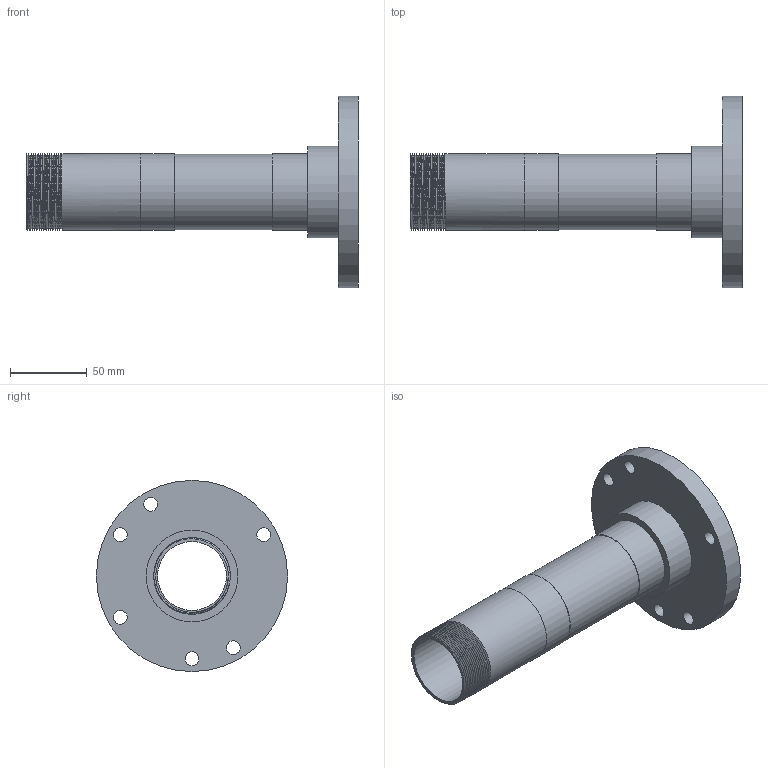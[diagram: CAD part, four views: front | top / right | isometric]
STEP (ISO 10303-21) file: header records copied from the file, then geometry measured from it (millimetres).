
FILE_DESCRIPTION(('FreeCAD Model'),'2;1');
FILE_NAME('Open CASCADE Shape Model','2023-10-03T21:27:42',(''),(''), 'Open CASCADE STEP processor 7.6','FreeCAD','Unknown');
FILE_SCHEMA(('AUTOMOTIVE_DESIGN { 1 0 10303 214 1 1 1 1 }'));
Length unit declared in the file: millimetre
Products named in the file (1): Body
Bounding box: 217 x 125 x 125 mm (x, y, z)
Volume: 221105.3 mm3; surface area: 94674 mm2
Topology: 1 solids, 1 shells, 75 faces, 158 edges, 89 vertices
Faces by surface type: bspline 32, cylinder 31, plane 12
Full cylindrical faces by diameter (mm): 9 x6, 45 x1, 49.3 x1, 49.97 x16, 50 x2, 60 x1, 125 x1
Entity records: 19007 total; most frequent: CARTESIAN_POINT 16039, DIRECTION 427, ORIENTED_EDGE 318, PCURVE 316, DEFINITIONAL_REPRESENTATION 316, LINE 250, VECTOR 250, B_SPLINE_CURVE_WITH_KNOTS 162
